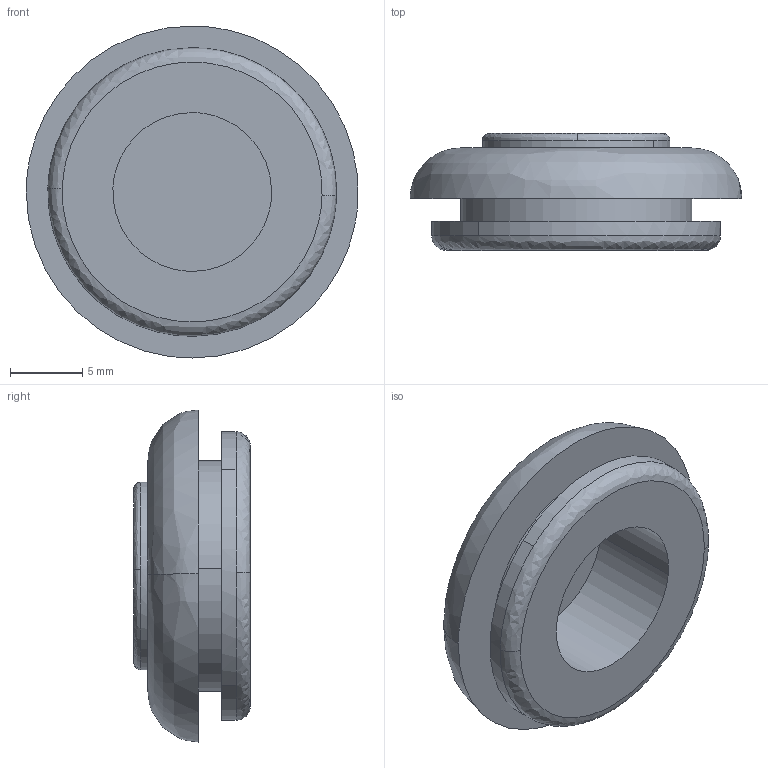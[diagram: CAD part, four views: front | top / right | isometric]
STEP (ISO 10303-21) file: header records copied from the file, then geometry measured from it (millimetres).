
FILE_DESCRIPTION((''),'2;1');
FILE_NAME('','2005-12-14T14:14:40',(''),(''),'','CADfix','');
FILE_SCHEMA(('AUTOMOTIVE_DESIGN'));
Length unit declared in the file: millimetre
Products named in the file (1): grommet
Bounding box: 22.97 x 8.1 x 23 mm (x, y, z)
Volume: 1624.6 mm3; surface area: 1662.6 mm2
Topology: 1 solids, 1 shells, 22 faces, 74 edges, 58 vertices
Faces by surface type: bspline 22
Entity records: 997 total; most frequent: CARTESIAN_POINT 605, ORIENTED_EDGE 148, EDGE_CURVE 74, VERTEX_POINT 58, EDGE_LOOP 26, FACE_OUTER_BOUND 22, ADVANCED_FACE 22, QUASI_UNIFORM_CURVE 10
